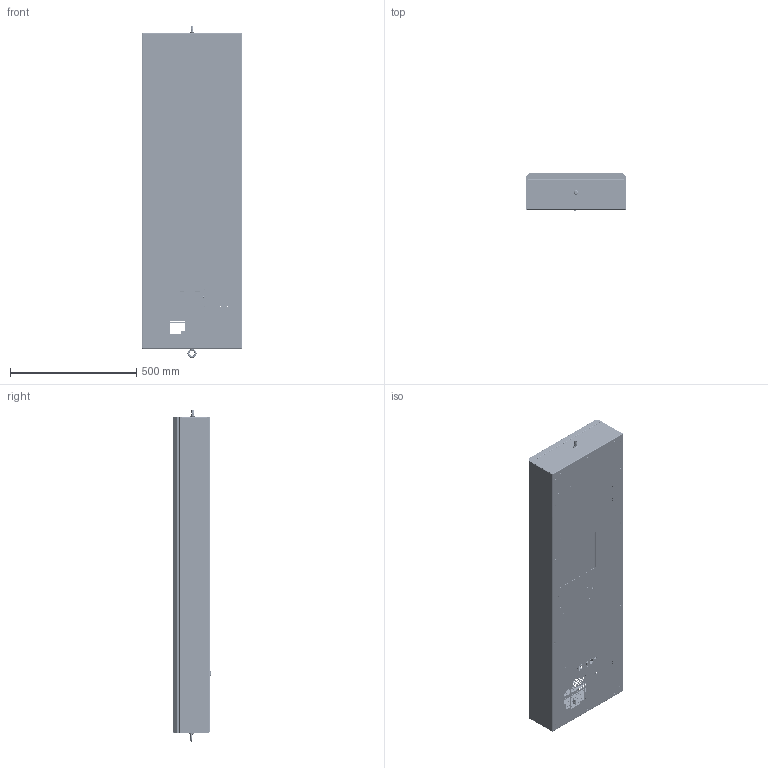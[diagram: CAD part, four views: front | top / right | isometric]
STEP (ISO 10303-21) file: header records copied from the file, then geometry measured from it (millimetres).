
FILE_DESCRIPTION((''),'2;1');
FILE_NAME('KG4272_COMPLETE_ASM_1_ASM','2020-01-31T14:39:49',('briang'),(''),'CREO PARAMETRIC BY PTC INC, 2018500','CREO PARAMETRIC BY PTC INC, 2018500','');
FILE_SCHEMA(('CONFIG_CONTROL_DESIGN'));
Products named in the file (14): KG4272_CABINET_MAN_1; POPNUT_M6_HEX_CLOSED_A2_1; BAYONET_DRAINFITTING_1; POPNUT_M8_HEX_CLOSED_HEAD1-5_SS; LIFTING_HOOK_M8X12_DIN580_1; WASHER_SI_M10_BULTE_1; KG4272_CABINET_ASSY_ASM_1_ASM; KG4272_COVER_1; KG4272_COVER_ASSY_ASM_1_ASM; AMP_100575-1_1; 9_POLE_D_SUB_RECEPTICLE_1; WAGO_723-609_019-000_1; KG427X_CONNECTOR_ASS_ASM_1_ASM; KG4272_COMPLETE_ASM_1_ASM
Assembly tree (32 placements, depth 3):
  KG4272_COMPLETE_ASM_1_ASM
    KG4272_CABINET_ASSY_ASM_1_ASM
      KG4272_CABINET_MAN_1
      POPNUT_M6_HEX_CLOSED_A2_1  x19
      BAYONET_DRAINFITTING_1
      POPNUT_M8_HEX_CLOSED_HEAD1-5_SS
      LIFTING_HOOK_M8X12_DIN580_1
      WASHER_SI_M10_BULTE_1
    KG4272_COVER_ASSY_ASM_1_ASM
      KG4272_COVER_1
    KG427X_CONNECTOR_ASS_ASM_1_ASM
      AMP_100575-1_1  x2
      9_POLE_D_SUB_RECEPTICLE_1
      WAGO_723-609_019-000_1
Bounding box: 395 x 149.2 x 1315.38 mm (x, y, z)
Volume: 1502349.4 mm3; surface area: 2991360.2 mm2
Topology: 29 solids, 50 shells, 4163 faces, 11325 edges, 7296 vertices
Faces by surface type: plane 2038, cylinder 1860, cone 162, bspline 69, torus 28, extrusion 4, sphere 2
Entity records: 114202 total; most frequent: CARTESIAN_POINT 23633, DIRECTION 18867, ORIENTED_EDGE 18406, EDGE_CURVE 9207, AXIS2_PLACEMENT_3D 6746, VERTEX_POINT 6052, VECTOR 5375, LINE 5371
